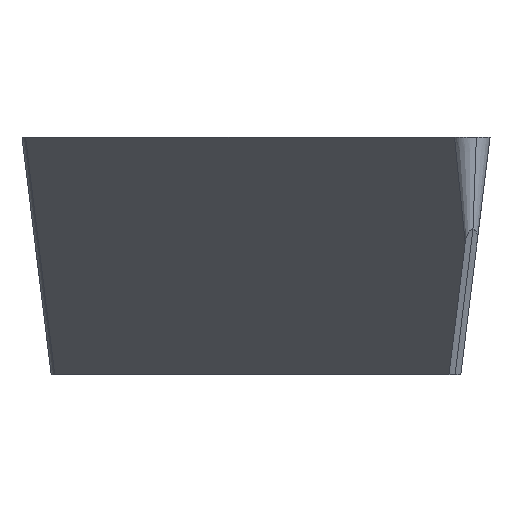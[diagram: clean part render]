
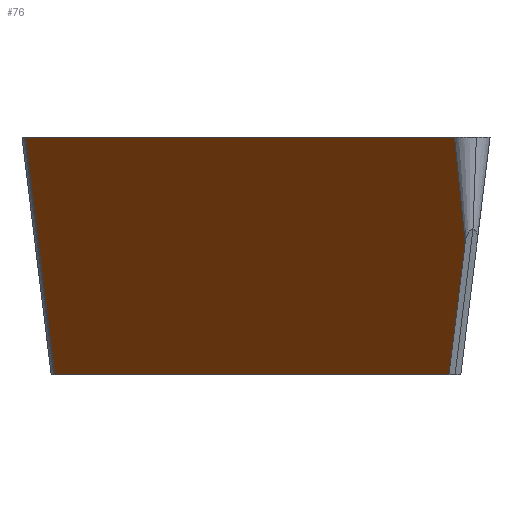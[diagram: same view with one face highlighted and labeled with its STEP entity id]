
A CAD part, front view. The second image highlights one B-rep face of the part: STEP entity #76.
In plain terms, the highlighted planar face has unit normal (-0.813, -0.569, -0.122).
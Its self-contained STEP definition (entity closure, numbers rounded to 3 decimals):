
#76=ADVANCED_FACE('',(#114),#106,.F.);
#106=PLANE('',#566);
#114=FACE_OUTER_BOUND('',#144,.T.);
#144=EDGE_LOOP('',(#188,#189,#190,#191,#192));
#188=ORIENTED_EDGE('',*,*,#385,.F.);
#189=ORIENTED_EDGE('',*,*,#386,.T.);
#190=ORIENTED_EDGE('',*,*,#387,.T.);
#191=ORIENTED_EDGE('',*,*,#388,.T.);
#192=ORIENTED_EDGE('',*,*,#389,.F.);
#338=VERTEX_POINT('',#919);
#339=VERTEX_POINT('',#920);
#340=VERTEX_POINT('',#922);
#341=VERTEX_POINT('',#924);
#342=VERTEX_POINT('',#928);
#385=EDGE_CURVE('',#338,#339,#453,.T.);
#386=EDGE_CURVE('',#338,#340,#454,.T.);
#387=EDGE_CURVE('',#340,#341,#455,.T.);
#388=EDGE_CURVE('',#341,#342,#496,.T.);
#389=EDGE_CURVE('',#339,#342,#456,.T.);
#453=LINE('',#918,#469);
#454=LINE('',#921,#470);
#455=LINE('',#923,#471);
#456=LINE('',#929,#472);
#469=VECTOR('',#599,1.);
#470=VECTOR('',#600,1.);
#471=VECTOR('',#601,1.);
#472=VECTOR('',#602,1.);
#496=B_SPLINE_CURVE_WITH_KNOTS('',1,(#925,#926,#927),.UNSPECIFIED.,.F.,
 .F.,(2,1,2),(0.,0.056,1.),.UNSPECIFIED.);
#566=AXIS2_PLACEMENT_3D('',#930,#603,#604);
#599=DIRECTION('',(0.574,-0.819,0.));
#600=DIRECTION('',(0.122,0.038,-0.992));
#601=DIRECTION('',(0.574,-0.819,0.));
#602=DIRECTION('',(0.1,0.07,-0.993));
#603=DIRECTION('',(0.813,0.569,0.122));
#604=DIRECTION('',(0.1,0.07,-0.993));
#918=CARTESIAN_POINT('',(-3.901,-2.732,0.));
#919=CARTESIAN_POINT('',(-4.691,-1.604,0.));
#920=CARTESIAN_POINT('',(4.041,-14.074,0.));
#921=CARTESIAN_POINT('',(-4.684,-1.602,-0.052));
#922=CARTESIAN_POINT('',(-4.096,-1.417,-4.84));
#923=CARTESIAN_POINT('',(-3.414,-2.391,-4.84));
#924=CARTESIAN_POINT('',(3.928,-12.876,-4.84));
#925=CARTESIAN_POINT('',(3.928,-12.876,-4.84));
#926=CARTESIAN_POINT('',(3.946,-12.935,-4.69));
#927=CARTESIAN_POINT('',(4.257,-13.922,-2.155));
#928=CARTESIAN_POINT('',(4.257,-13.922,-2.155));
#929=CARTESIAN_POINT('',(4.315,-13.881,-2.729));
#930=CARTESIAN_POINT('',(-3.901,-2.732,0.));
